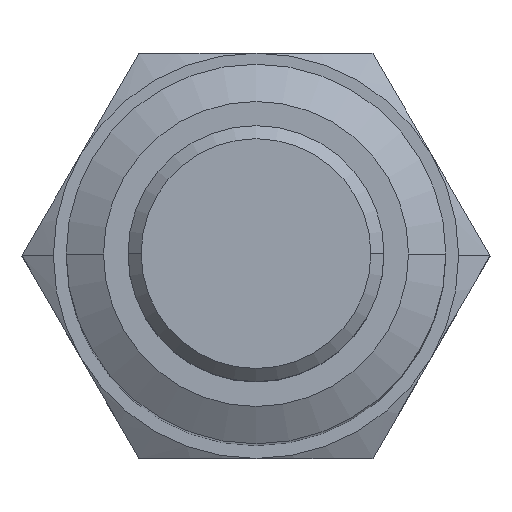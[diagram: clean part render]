
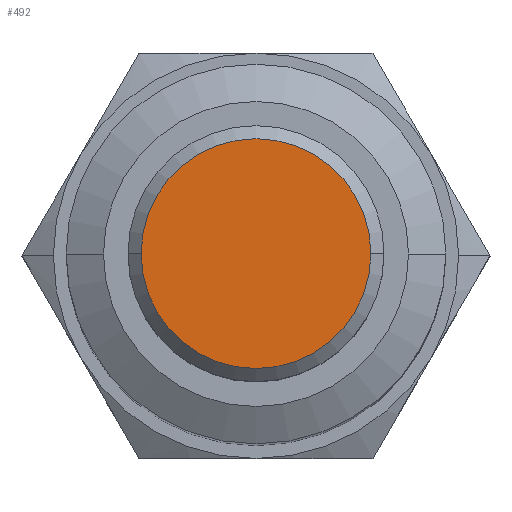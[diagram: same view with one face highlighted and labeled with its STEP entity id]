
A CAD part, top view. The second image highlights one B-rep face of the part: STEP entity #492.
In plain terms, the highlighted planar face has unit normal (0, 0, 1).
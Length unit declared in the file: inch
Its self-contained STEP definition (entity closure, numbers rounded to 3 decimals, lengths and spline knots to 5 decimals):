
#67 = DIRECTION ( 'NONE',  ( -1., 0., 0. ) ) ;
#144 = EDGE_CURVE ( 'NONE', #1511, #794, #1367, .T. ) ;
#293 = DIRECTION ( 'NONE',  ( 0., 0., -1. ) ) ;
#399 = AXIS2_PLACEMENT_3D ( 'NONE', #1271, #466, #1406 ) ;
#401 = FACE_OUTER_BOUND ( 'NONE', #1414, .T. ) ;
#417 = CARTESIAN_POINT ( 'NONE',  ( 0.10603, 0., 0. ) ) ;
#466 = DIRECTION ( 'NONE',  ( 0., 0., -1. ) ) ;
#492 = ADVANCED_FACE ( 'NONE', ( #401 ), #871, .T. ) ;
#599 = AXIS2_PLACEMENT_3D ( 'NONE', #417, #1350, #1473 ) ;
#602 = ORIENTED_EDGE ( 'NONE', *, *, #144, .F. ) ;
#613 = CARTESIAN_POINT ( 'NONE',  ( -0.21207, 0., 0. ) ) ;
#642 = CARTESIAN_POINT ( 'NONE',  ( 0., 0., 0. ) ) ;
#716 = CARTESIAN_POINT ( 'NONE',  ( 0.21207, 0., 0. ) ) ;
#794 = VERTEX_POINT ( 'NONE', #613 ) ;
#871 = PLANE ( 'NONE',  #599 ) ;
#874 = CIRCLE ( 'NONE', #1108, 0.21207 ) ;
#1108 = AXIS2_PLACEMENT_3D ( 'NONE', #642, #293, #67 ) ;
#1193 = ORIENTED_EDGE ( 'NONE', *, *, #1366, .F. ) ;
#1271 = CARTESIAN_POINT ( 'NONE',  ( 0., 0., 0. ) ) ;
#1350 = DIRECTION ( 'NONE',  ( 0., 0., 1. ) ) ;
#1366 = EDGE_CURVE ( 'NONE', #794, #1511, #874, .T. ) ;
#1367 = CIRCLE ( 'NONE', #399, 0.21207 ) ;
#1406 = DIRECTION ( 'NONE',  ( -1., 0., 0. ) ) ;
#1414 = EDGE_LOOP ( 'NONE', ( #602, #1193 ) ) ;
#1473 = DIRECTION ( 'NONE',  ( 1., 0., 0. ) ) ;
#1511 = VERTEX_POINT ( 'NONE', #716 ) ;
